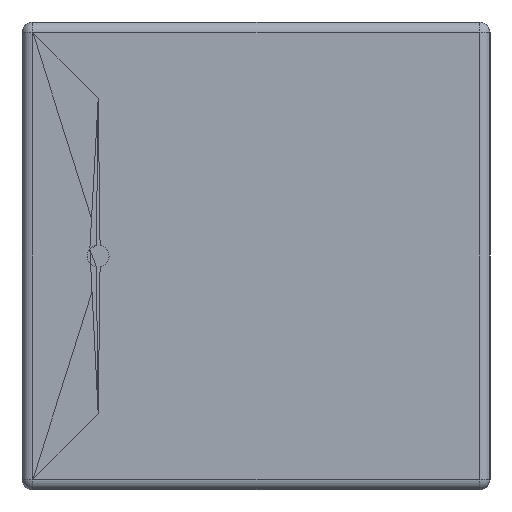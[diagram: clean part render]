
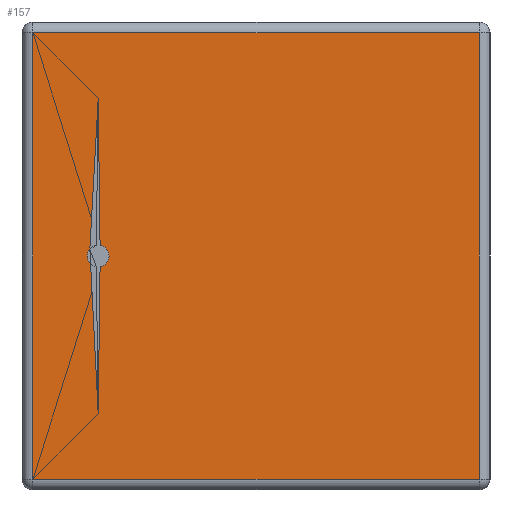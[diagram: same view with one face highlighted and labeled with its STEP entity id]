
A CAD part, left-side view. The second image highlights one B-rep face of the part: STEP entity #157.
In plain terms, the highlighted planar face has unit normal (-1, 0, 0).
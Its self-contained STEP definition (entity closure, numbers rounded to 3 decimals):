
#26 = CARTESIAN_POINT ( 'NONE',  ( -3.65, 4.2, -2.05 ) ) ;
#27 = VERTEX_POINT ( 'NONE', #26 ) ;
#52 = CARTESIAN_POINT ( 'NONE',  ( -3.65, 3.6, 1.45 ) ) ;
#53 = VERTEX_POINT ( 'NONE', #52 ) ;
#69 = CARTESIAN_POINT ( 'NONE',  ( -3.65, 3.6, -1.45 ) ) ;
#70 = VERTEX_POINT ( 'NONE', #69 ) ;
#77 = CARTESIAN_POINT ( 'NONE',  ( -3.65, 3.6, 0. ) ) ;
#78 = DIRECTION ( 'NONE',  ( -1., 0., 0. ) ) ;
#79 = DIRECTION ( 'NONE',  ( 0., 0., 1. ) ) ;
#80 = AXIS2_PLACEMENT_3D ( 'NONE', #77, #78, #79 ) ;
#81 = CIRCLE ( 'NONE', #80, 0.1) ;
#82 = EDGE_CURVE ( 'NONE', #70, #53, #81, .T. ) ;
#100 = CARTESIAN_POINT ( 'NONE',  ( -3.65, 3.6, 0. ) ) ;
#101 = DIRECTION ( 'NONE',  ( -1., 0., 0. ) ) ;
#102 = DIRECTION ( 'NONE',  ( 0., 0., 1. ) ) ;
#103 = AXIS2_PLACEMENT_3D ( 'NONE', #100, #101, #102 ) ;
#104 = CIRCLE ( 'NONE', #103, 0.1) ;
#105 = EDGE_CURVE ( 'NONE', #53, #70, #104, .T. ) ;
#116 = CARTESIAN_POINT ( 'NONE',  ( -3.65, 0.1, -2.05 ) ) ;
#117 = VERTEX_POINT ( 'NONE', #116 ) ;
#118 = CARTESIAN_POINT ( 'NONE',  ( -3.65, 4.3, -2.05 ) ) ;
#119 = DIRECTION ( 'NONE',  ( 0., 1., 0. ) ) ;
#120 = VECTOR ( 'NONE', #119, 1000. ) ;
#121 = LINE ( 'NONE', #118, #120 ) ;
#122 = EDGE_CURVE ( 'NONE', #117, #27, #121, .T. ) ;
#123 = ORIENTED_EDGE ( 'NONE', *, *, #122, .F. ) ;
#124 = CARTESIAN_POINT ( 'NONE',  ( -3.65, 0.1, 2.05 ) ) ;
#125 = VERTEX_POINT ( 'NONE', #124 ) ;
#126 = CARTESIAN_POINT ( 'NONE',  ( -3.65, 0.1, -2.15 ) ) ;
#127 = DIRECTION ( 'NONE',  ( 0., 0., -1. ) ) ;
#128 = VECTOR ( 'NONE', #127, 1000. ) ;
#129 = LINE ( 'NONE', #126, #128 ) ;
#130 = EDGE_CURVE ( 'NONE', #125, #117, #129, .T. ) ;
#131 = ORIENTED_EDGE ( 'NONE', *, *, #130, .F. ) ;
#132 = CARTESIAN_POINT ( 'NONE',  ( -3.65, 4.2, 2.05 ) ) ;
#133 = VERTEX_POINT ( 'NONE', #132 ) ;
#134 = CARTESIAN_POINT ( 'NONE',  ( -3.65, 0., 2.05 ) ) ;
#135 = DIRECTION ( 'NONE',  ( 0., -1., 0. ) ) ;
#136 = VECTOR ( 'NONE', #135, 1000. ) ;
#137 = LINE ( 'NONE', #134, #136 ) ;
#138 = EDGE_CURVE ( 'NONE', #133, #125, #137, .T. ) ;
#139 = ORIENTED_EDGE ( 'NONE', *, *, #138, .F. ) ;
#140 = CARTESIAN_POINT ( 'NONE',  ( -3.65, 4.2, 2.15 ) ) ;
#141 = DIRECTION ( 'NONE',  ( 0., 0., 1. ) ) ;
#142 = VECTOR ( 'NONE', #141, 1000. ) ;
#143 = LINE ( 'NONE', #140, #142 ) ;
#144 = EDGE_CURVE ( 'NONE', #27, #133, #143, .T. ) ;
#145 = ORIENTED_EDGE ( 'NONE', *, *, #144, .F. ) ;
#146 = EDGE_LOOP ( 'NONE', ( #123, #131, #139, #145 ) ) ;
#147 = FACE_OUTER_BOUND ( 'NONE', #146, .T. ) ;
#148 = ORIENTED_EDGE ( 'NONE', *, *, #82, .F. ) ;
#149 = ORIENTED_EDGE ( 'NONE', *, *, #105, .F. ) ;
#150 = EDGE_LOOP ( 'NONE', ( #148, #149 ) ) ;
#151 = FACE_BOUND ( 'NONE', #150, .T. ) ;
#152 = CARTESIAN_POINT ( 'NONE',  ( -3.65, 0., 0. ) ) ;
#153 = DIRECTION ( 'NONE',  ( -1., 0., 0. ) ) ;
#154 = DIRECTION ( 'NONE',  ( 0., 0., -1. ) ) ;
#155 = AXIS2_PLACEMENT_3D ( 'NONE', #152, #153, #154 ) ;
#156 = PLANE ( 'NONE', #155 ) ;
#157 = ADVANCED_FACE ( 'NONE', ( #147, #151 ), #156, .T. ) ;
